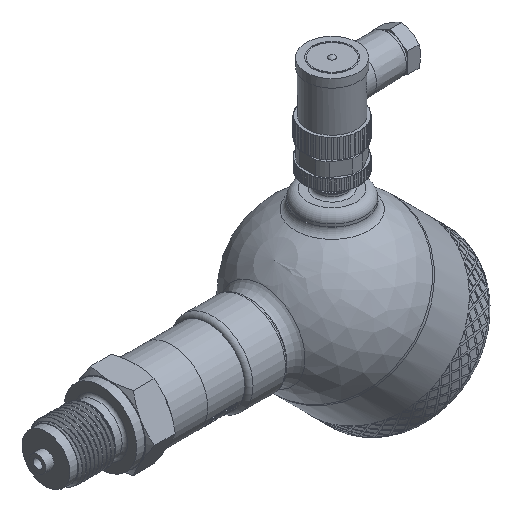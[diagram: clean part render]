
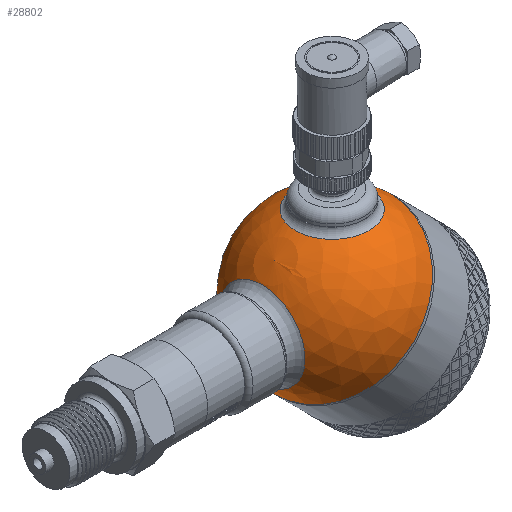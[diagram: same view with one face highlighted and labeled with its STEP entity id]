
A CAD part, isometric view. The second image highlights one B-rep face of the part: STEP entity #28802.
In plain terms, the highlighted spherical face has radius 30 mm.
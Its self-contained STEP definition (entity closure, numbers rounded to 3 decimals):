
#45=SPHERICAL_SURFACE('',#30536,30.);
#146=FACE_BOUND('',#3857,.T.);
#147=FACE_BOUND('',#3858,.T.);
#2023=FACE_OUTER_BOUND('',#3856,.T.);
#3856=EDGE_LOOP('',(#20651,#20652,#20653,#20654));
#3857=EDGE_LOOP('',(#20655));
#3858=EDGE_LOOP('',(#20656));
#5573=CIRCLE('',#30459,30.);
#5574=CIRCLE('',#30460,30.);
#5601=CIRCLE('',#30532,13.5);
#5604=CIRCLE('',#30537,30.);
#5605=CIRCLE('',#30538,15.643);
#11185=VERTEX_POINT('',#39482);
#11186=VERTEX_POINT('',#39484);
#11713=VERTEX_POINT('',#46248);
#11715=VERTEX_POINT('',#46255);
#11716=VERTEX_POINT('',#46257);
#14289=EDGE_CURVE('',#11185,#11186,#5573,.T.);
#14290=EDGE_CURVE('',#11186,#11185,#5574,.T.);
#15083=EDGE_CURVE('',#11713,#11713,#5601,.T.);
#15086=EDGE_CURVE('',#11186,#11715,#5604,.T.);
#15087=EDGE_CURVE('',#11716,#11716,#5605,.T.);
#20651=ORIENTED_EDGE('',*,*,#14290,.F.);
#20652=ORIENTED_EDGE('',*,*,#15086,.T.);
#20653=ORIENTED_EDGE('',*,*,#15086,.F.);
#20654=ORIENTED_EDGE('',*,*,#14289,.F.);
#20655=ORIENTED_EDGE('',*,*,#15087,.F.);
#20656=ORIENTED_EDGE('',*,*,#15083,.F.);
#28802=ADVANCED_FACE('',(#2023,#146,#147),#45,.T.);
#30459=AXIS2_PLACEMENT_3D('',#39485,#32328,#32329);
#30460=AXIS2_PLACEMENT_3D('',#39486,#32330,#32331);
#30532=AXIS2_PLACEMENT_3D('',#46249,#32752,#32753);
#30536=AXIS2_PLACEMENT_3D('',#46254,#32760,#32761);
#30537=AXIS2_PLACEMENT_3D('',#46256,#32762,#32763);
#30538=AXIS2_PLACEMENT_3D('',#46258,#32764,#32765);
#32328=DIRECTION('center_axis',(1.,0.,0.));
#32329=DIRECTION('ref_axis',(0.,1.,0.));
#32330=DIRECTION('center_axis',(1.,0.,0.));
#32331=DIRECTION('ref_axis',(0.,1.,0.));
#32752=DIRECTION('center_axis',(-0.707,0.,-0.707));
#32753=DIRECTION('ref_axis',(-0.707,0.,0.707));
#32760=DIRECTION('center_axis',(1.,0.,0.));
#32761=DIRECTION('ref_axis',(0.,-1.,0.));
#32762=DIRECTION('center_axis',(0.,0.,1.));
#32763=DIRECTION('ref_axis',(0.,1.,0.));
#32764=DIRECTION('center_axis',(-0.707,0.,0.707));
#32765=DIRECTION('ref_axis',(0.707,0.,0.707));
#39482=CARTESIAN_POINT('',(0.,-30.,0.));
#39484=CARTESIAN_POINT('',(0.,30.,0.));
#39485=CARTESIAN_POINT('Origin',(0.,0.,0.));
#39486=CARTESIAN_POINT('Origin',(0.,0.,0.));
#46248=CARTESIAN_POINT('',(-9.398,0.,-28.49));
#46249=CARTESIAN_POINT('Origin',(-18.944,0.,-18.944));
#46254=CARTESIAN_POINT('Origin',(0.,0.,0.));
#46255=CARTESIAN_POINT('',(-30.,0.,0.));
#46256=CARTESIAN_POINT('Origin',(0.,0.,0.));
#46257=CARTESIAN_POINT('',(-29.162,0.,7.04));
#46258=CARTESIAN_POINT('Origin',(-18.101,0.,18.101));
